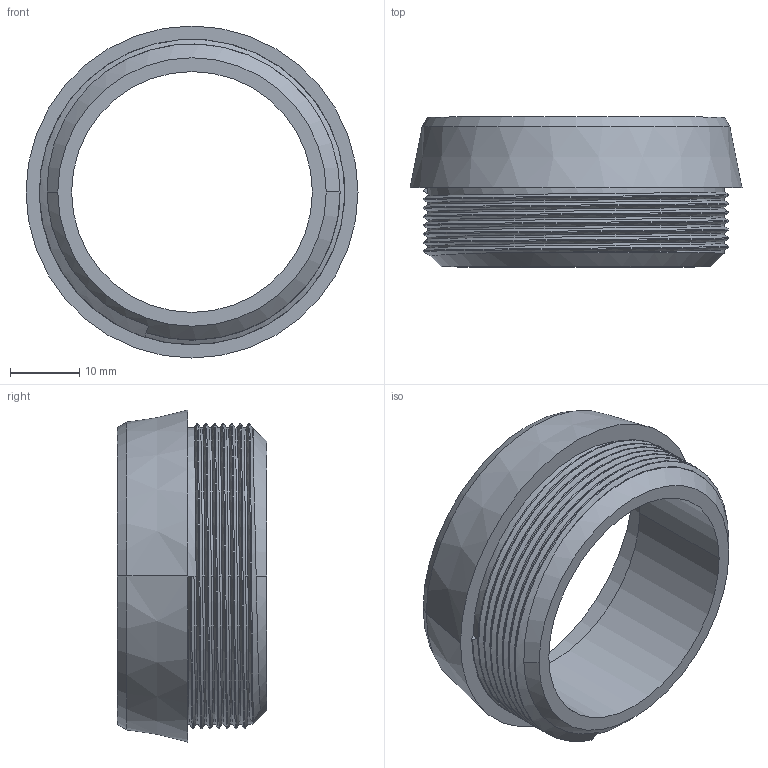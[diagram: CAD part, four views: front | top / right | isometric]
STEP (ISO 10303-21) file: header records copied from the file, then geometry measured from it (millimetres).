
FILE_DESCRIPTION (( 'STEP AP214' ), '1' );
FILE_NAME ('Öèëèíäð ïîä øïðèö.STEP', '2022-06-14T14:33:16', ( '' ), ( '' ), 'SwSTEP 2.0', 'SolidWorks 2021', '' );
FILE_SCHEMA (( 'AUTOMOTIVE_DESIGN' ));
Length unit declared in the file: millimetre
Products named in the file (1): Öèëèíäð ïîä øïðèö
Bounding box: 48.1 x 21.7 x 48.1 mm (x, y, z)
Volume: 10229.4 mm3; surface area: 7579.3 mm2
Topology: 1 solids, 1 shells, 34 faces, 86 edges, 55 vertices
Faces by surface type: cylinder 20, cone 6, plane 5, bspline 3
Entity records: 2256 total; most frequent: CARTESIAN_POINT 1500, ORIENTED_EDGE 172, DIRECTION 131, EDGE_CURVE 86, VERTEX_POINT 55, AXIS2_PLACEMENT_3D 50, EDGE_LOOP 37, FACE_OUTER_BOUND 34
